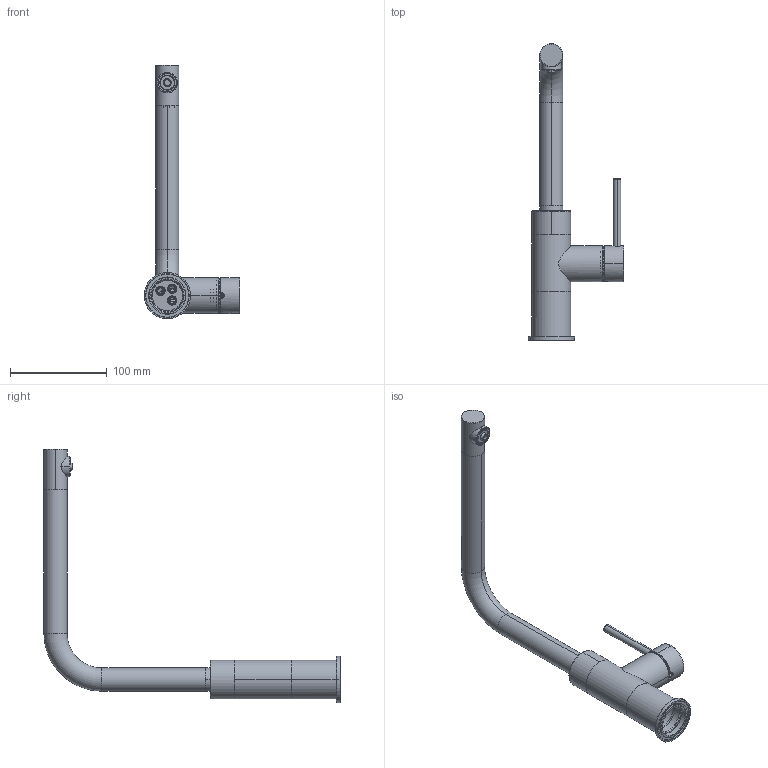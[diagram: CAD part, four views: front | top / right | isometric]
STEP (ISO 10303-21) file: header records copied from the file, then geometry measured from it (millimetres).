
FILE_DESCRIPTION(('STEP AP214'),'1');
FILE_NAME('5025015+5025016_ Namor 3_ND.STP','2025-09-30T09:09:51',(' '),(' '),'Spatial InterOp 3D',' ',' ');
FILE_SCHEMA(('AUTOMOTIVE_DESIGN { 1 0 10303 214 1 1 1 1 }'));
Length unit declared in the file: millimetre
Products named in the file (1): 9L249602CP_ASM|9L249602CP_ASM_1_ASM#9L249602CP_ASM_1_ASM|5A0109000CP0_ASM_1_ASM#5A0109000CP0_ASM_1_ASM|5A0109100NT0_1#5A0109100NT0_1;5A0109100NT0_1
Bounding box: 98.94 x 306 x 262 mm (x, y, z)
Volume: 187400.5 mm3; surface area: 127643 mm2
Topology: 17 solids, 36 shells, 798 faces, 2009 edges, 1274 vertices
Faces by surface type: cylinder 304, plane 183, cone 181, torus 95, bspline 30, sphere 5
Entity records: 28067 total; most frequent: CARTESIAN_POINT 8325, DIRECTION 4371, ORIENTED_EDGE 3851, EDGE_CURVE 1976, AXIS2_PLACEMENT_3D 1829, VERTEX_POINT 1274, CIRCLE 1028, EDGE_LOOP 886
